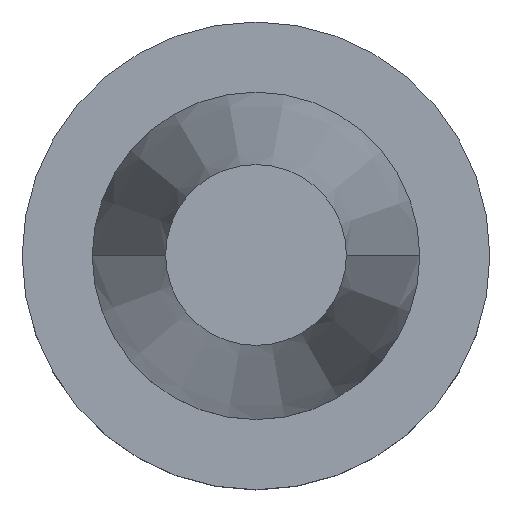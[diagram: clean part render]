
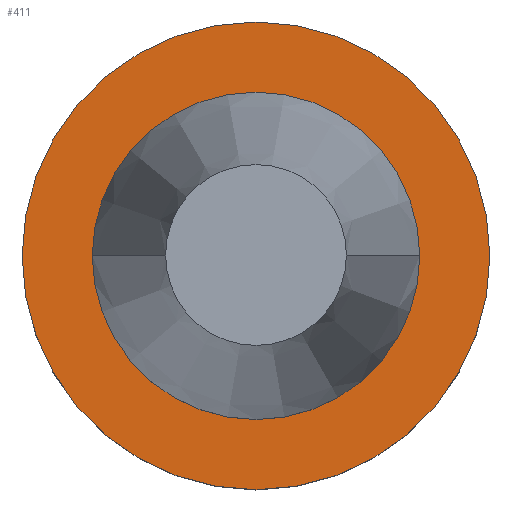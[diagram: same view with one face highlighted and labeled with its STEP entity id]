
A CAD part, top view. The second image highlights one B-rep face of the part: STEP entity #411.
In plain terms, the highlighted planar face has unit normal (0, 0, 1).
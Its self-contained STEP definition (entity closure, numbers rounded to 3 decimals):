
#7 = DIRECTION ( 'NONE',  ( 1., 0., 0. ) ) ;
#14 = CARTESIAN_POINT ( 'NONE',  ( 0., 31.75, -1. ) ) ;
#17 = DIRECTION ( 'NONE',  ( 0., 0., 1. ) ) ;
#30 = EDGE_CURVE ( 'NONE', #737, #215, #153, .T. ) ;
#66 = PLANE ( 'NONE',  #434 ) ;
#67 = DIRECTION ( 'NONE',  ( 0., 0., 1. ) ) ;
#95 = EDGE_LOOP ( 'NONE', ( #195, #591 ) ) ;
#136 = CARTESIAN_POINT ( 'NONE',  ( 0., 0., -1. ) ) ;
#153 = CIRCLE ( 'NONE', #569, 22.225 ) ;
#156 = DIRECTION ( 'NONE',  ( 1., 0., 0. ) ) ;
#178 = DIRECTION ( 'NONE',  ( 0., 0., 1. ) ) ;
#180 = AXIS2_PLACEMENT_3D ( 'NONE', #614, #390, #156 ) ;
#187 = CARTESIAN_POINT ( 'NONE',  ( 0., 0., -1. ) ) ;
#195 = ORIENTED_EDGE ( 'NONE', *, *, #231, .T. ) ;
#215 = VERTEX_POINT ( 'NONE', #514 ) ;
#231 = EDGE_CURVE ( 'NONE', #371, #359, #566, .T. ) ;
#268 = DIRECTION ( 'NONE',  ( 0., 0., -1. ) ) ;
#273 = CIRCLE ( 'NONE', #180, 31.75 ) ;
#289 = AXIS2_PLACEMENT_3D ( 'NONE', #556, #17, #619 ) ;
#322 = CARTESIAN_POINT ( 'NONE',  ( 31.75, 0., -1. ) ) ;
#324 = CARTESIAN_POINT ( 'NONE',  ( -31.75, 0., -1. ) ) ;
#332 = CARTESIAN_POINT ( 'NONE',  ( 22.225, 0., -1. ) ) ;
#359 = VERTEX_POINT ( 'NONE', #324 ) ;
#371 = VERTEX_POINT ( 'NONE', #322 ) ;
#388 = FACE_OUTER_BOUND ( 'NONE', #95, .T. ) ;
#390 = DIRECTION ( 'NONE',  ( 0., 0., 1. ) ) ;
#411 = ADVANCED_FACE ( 'NONE', ( #450, #388 ), #66, .F. ) ;
#434 = AXIS2_PLACEMENT_3D ( 'NONE', #14, #268, #501 ) ;
#447 = ORIENTED_EDGE ( 'NONE', *, *, #30, .F. ) ;
#450 = FACE_BOUND ( 'NONE', #580, .T. ) ;
#490 = ORIENTED_EDGE ( 'NONE', *, *, #733, .F. ) ;
#501 = DIRECTION ( 'NONE',  ( -1., 0., 0. ) ) ;
#514 = CARTESIAN_POINT ( 'NONE',  ( -22.225, 0., -1. ) ) ;
#556 = CARTESIAN_POINT ( 'NONE',  ( 0., 0., -1. ) ) ;
#566 = CIRCLE ( 'NONE', #579, 31.75 ) ;
#569 = AXIS2_PLACEMENT_3D ( 'NONE', #136, #67, #7 ) ;
#579 = AXIS2_PLACEMENT_3D ( 'NONE', #187, #178, #702 ) ;
#580 = EDGE_LOOP ( 'NONE', ( #447, #490 ) ) ;
#591 = ORIENTED_EDGE ( 'NONE', *, *, #763, .T. ) ;
#614 = CARTESIAN_POINT ( 'NONE',  ( 0., 0., -1. ) ) ;
#619 = DIRECTION ( 'NONE',  ( 1., 0., 0. ) ) ;
#647 = CIRCLE ( 'NONE', #289, 22.225 ) ;
#702 = DIRECTION ( 'NONE',  ( 1., 0., 0. ) ) ;
#733 = EDGE_CURVE ( 'NONE', #215, #737, #647, .T. ) ;
#737 = VERTEX_POINT ( 'NONE', #332 ) ;
#763 = EDGE_CURVE ( 'NONE', #359, #371, #273, .T. ) ;
